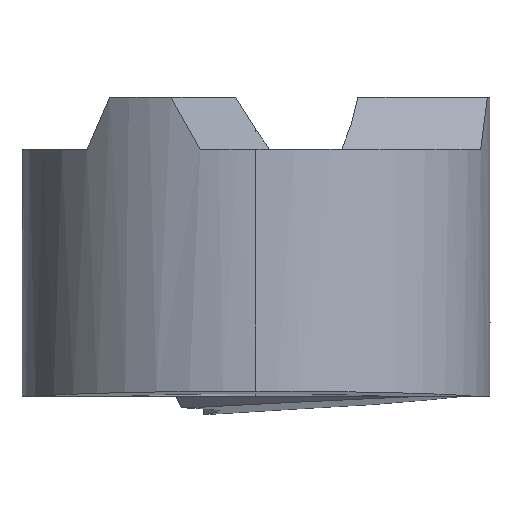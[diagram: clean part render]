
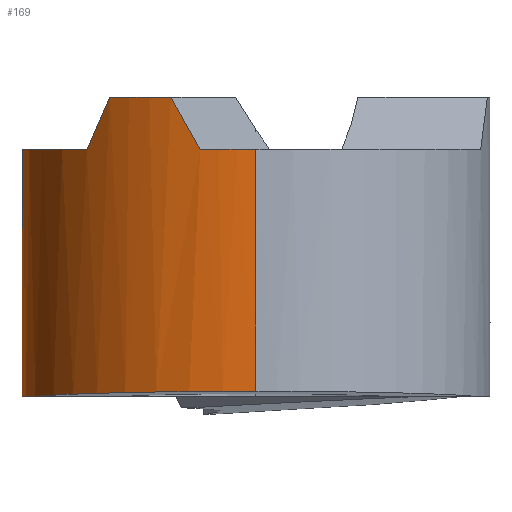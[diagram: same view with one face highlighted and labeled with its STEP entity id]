
A CAD part, left-side view. The second image highlights one B-rep face of the part: STEP entity #169.
In plain terms, the highlighted cylindrical face has radius 4.5 mm (diameter 9 mm), a partial arc.
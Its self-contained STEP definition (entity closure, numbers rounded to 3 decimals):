
#74=CYLINDRICAL_SURFACE('',#960,4.5);
#87=LINE('',#1456,#126);
#88=LINE('',#1481,#127);
#126=VECTOR('',#1062,1.);
#127=VECTOR('',#1071,1.);
#169=ADVANCED_FACE('',(#228),#74,.T.);
#228=FACE_OUTER_BOUND('',#277,.T.);
#277=EDGE_LOOP('',(#397,#398,#399,#400,#401,#402,#403,#404,#405,#406,#407));
#332=CIRCLE('',#955,4.5);
#333=CIRCLE('',#956,4.5);
#334=CIRCLE('',#957,4.5);
#335=CIRCLE('',#958,4.5);
#336=CIRCLE('',#959,4.5);
#397=ORIENTED_EDGE('',*,*,#742,.F.);
#398=ORIENTED_EDGE('',*,*,#743,.T.);
#399=ORIENTED_EDGE('',*,*,#744,.T.);
#400=ORIENTED_EDGE('',*,*,#745,.F.);
#401=ORIENTED_EDGE('',*,*,#746,.T.);
#402=ORIENTED_EDGE('',*,*,#747,.F.);
#403=ORIENTED_EDGE('',*,*,#748,.T.);
#404=ORIENTED_EDGE('',*,*,#749,.F.);
#405=ORIENTED_EDGE('',*,*,#750,.T.);
#406=ORIENTED_EDGE('',*,*,#751,.T.);
#407=ORIENTED_EDGE('',*,*,#752,.F.);
#647=VERTEX_POINT('',#1454);
#648=VERTEX_POINT('',#1455);
#649=VERTEX_POINT('',#1457);
#650=VERTEX_POINT('',#1459);
#651=VERTEX_POINT('',#1464);
#652=VERTEX_POINT('',#1466);
#653=VERTEX_POINT('',#1471);
#654=VERTEX_POINT('',#1473);
#655=VERTEX_POINT('',#1478);
#656=VERTEX_POINT('',#1480);
#657=VERTEX_POINT('',#1482);
#742=EDGE_CURVE('',#647,#648,#885,.T.);
#743=EDGE_CURVE('',#647,#649,#87,.T.);
#744=EDGE_CURVE('',#649,#650,#332,.T.);
#745=EDGE_CURVE('',#651,#650,#886,.T.);
#746=EDGE_CURVE('',#651,#652,#333,.T.);
#747=EDGE_CURVE('',#653,#652,#887,.T.);
#748=EDGE_CURVE('',#653,#654,#334,.T.);
#749=EDGE_CURVE('',#655,#654,#888,.T.);
#750=EDGE_CURVE('',#655,#656,#335,.T.);
#751=EDGE_CURVE('',#656,#657,#88,.T.);
#752=EDGE_CURVE('',#648,#657,#336,.T.);
#885=(
BOUNDED_CURVE()
B_SPLINE_CURVE(3,(#1450,#1451,#1452,#1453),.UNSPECIFIED.,.F.,.F.)
B_SPLINE_CURVE_WITH_KNOTS((4,4),(0.,1.),.UNSPECIFIED.)
CURVE()
GEOMETRIC_REPRESENTATION_ITEM()
RATIONAL_B_SPLINE_CURVE((1.,0.878,0.878,1.))
REPRESENTATION_ITEM('')
);
#886=(
BOUNDED_CURVE()
B_SPLINE_CURVE(3,(#1460,#1461,#1462,#1463),.UNSPECIFIED.,.F.,.F.)
B_SPLINE_CURVE_WITH_KNOTS((4,4),(0.,1.),.UNSPECIFIED.)
CURVE()
GEOMETRIC_REPRESENTATION_ITEM()
RATIONAL_B_SPLINE_CURVE((1.,0.999,0.999,1.))
REPRESENTATION_ITEM('')
);
#887=(
BOUNDED_CURVE()
B_SPLINE_CURVE(3,(#1467,#1468,#1469,#1470),.UNSPECIFIED.,.F.,.F.)
B_SPLINE_CURVE_WITH_KNOTS((4,4),(0.,1.),.UNSPECIFIED.)
CURVE()
GEOMETRIC_REPRESENTATION_ITEM()
RATIONAL_B_SPLINE_CURVE((1.,0.999,0.999,1.))
REPRESENTATION_ITEM('')
);
#888=(
BOUNDED_CURVE()
B_SPLINE_CURVE(3,(#1474,#1475,#1476,#1477),.UNSPECIFIED.,.F.,.F.)
B_SPLINE_CURVE_WITH_KNOTS((4,4),(0.,1.),.UNSPECIFIED.)
CURVE()
GEOMETRIC_REPRESENTATION_ITEM()
RATIONAL_B_SPLINE_CURVE((1.,0.999,0.999,1.))
REPRESENTATION_ITEM('')
);
#955=AXIS2_PLACEMENT_3D('',#1458,#1063,#1064);
#956=AXIS2_PLACEMENT_3D('',#1465,#1065,#1066);
#957=AXIS2_PLACEMENT_3D('',#1472,#1067,#1068);
#958=AXIS2_PLACEMENT_3D('',#1479,#1069,#1070);
#959=AXIS2_PLACEMENT_3D('',#1483,#1072,#1073);
#960=AXIS2_PLACEMENT_3D('',#1484,#1074,#1075);
#1062=DIRECTION('',(0.,0.,1.));
#1063=DIRECTION('',(0.,0.,-1.));
#1064=DIRECTION('',(-1.,0.,0.));
#1065=DIRECTION('',(0.,0.,-1.));
#1066=DIRECTION('',(-1.,0.,0.));
#1067=DIRECTION('',(0.,0.,-1.));
#1068=DIRECTION('',(-1.,0.,0.));
#1069=DIRECTION('',(0.,0.,-1.));
#1070=DIRECTION('',(-1.,0.,0.));
#1071=DIRECTION('',(0.,0.,-1.));
#1072=DIRECTION('',(0.,0.,-1.));
#1073=DIRECTION('',(1.,0.,0.));
#1074=DIRECTION('',(0.,0.,1.));
#1075=DIRECTION('',(-1.,0.,0.));
#1450=CARTESIAN_POINT('',(-4.5,0.,-4.65));
#1451=CARTESIAN_POINT('',(-4.5,1.973,-4.65));
#1452=CARTESIAN_POINT('',(-3.361,3.585,-4.688));
#1453=CARTESIAN_POINT('',(-1.5,4.242,-4.75));
#1454=CARTESIAN_POINT('',(-4.5,0.,-4.65));
#1455=CARTESIAN_POINT('',(-1.5,4.242,-4.75));
#1456=CARTESIAN_POINT('',(-4.5,0.,-5.2));
#1457=CARTESIAN_POINT('',(-4.5,0.,0.));
#1458=CARTESIAN_POINT('',(0.,0.,0.));
#1459=CARTESIAN_POINT('',(-4.371,1.072,0.));
#1460=CARTESIAN_POINT('',(-4.192,1.635,1.));
#1461=CARTESIAN_POINT('',(-4.264,1.452,0.662));
#1462=CARTESIAN_POINT('',(-4.324,1.263,0.328));
#1463=CARTESIAN_POINT('',(-4.371,1.072,0.));
#1464=CARTESIAN_POINT('',(-4.192,1.635,1.));
#1465=CARTESIAN_POINT('',(0.,0.,1.));
#1466=CARTESIAN_POINT('',(-3.512,2.813,1.));
#1467=CARTESIAN_POINT('',(-3.113,3.249,0.));
#1468=CARTESIAN_POINT('',(-3.256,3.113,0.328));
#1469=CARTESIAN_POINT('',(-3.389,2.967,0.662));
#1470=CARTESIAN_POINT('',(-3.512,2.813,1.));
#1471=CARTESIAN_POINT('',(-3.113,3.249,0.));
#1472=CARTESIAN_POINT('',(0.,0.,0.));
#1473=CARTESIAN_POINT('',(3.113,3.249,0.));
#1474=CARTESIAN_POINT('',(3.512,2.813,1.));
#1475=CARTESIAN_POINT('',(3.389,2.967,0.662));
#1476=CARTESIAN_POINT('',(3.256,3.113,0.328));
#1477=CARTESIAN_POINT('',(3.113,3.249,0.));
#1478=CARTESIAN_POINT('',(3.512,2.813,1.));
#1479=CARTESIAN_POINT('',(0.,0.,1.));
#1480=CARTESIAN_POINT('',(3.521,2.802,1.));
#1481=CARTESIAN_POINT('',(3.521,2.802,-2.6));
#1482=CARTESIAN_POINT('',(3.521,2.802,-4.75));
#1483=CARTESIAN_POINT('',(0.,0.,-4.75));
#1484=CARTESIAN_POINT('',(0.,0.,-5.2));
